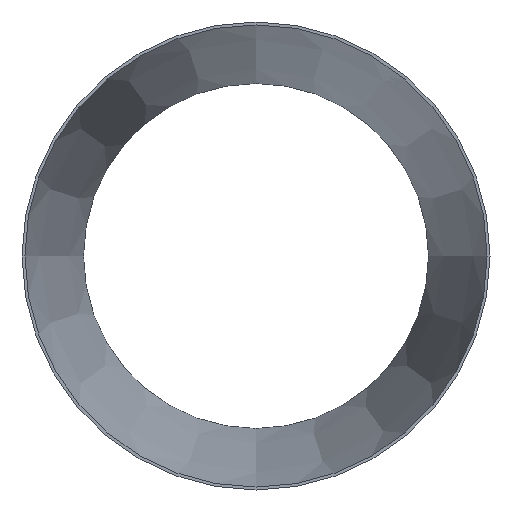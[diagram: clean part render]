
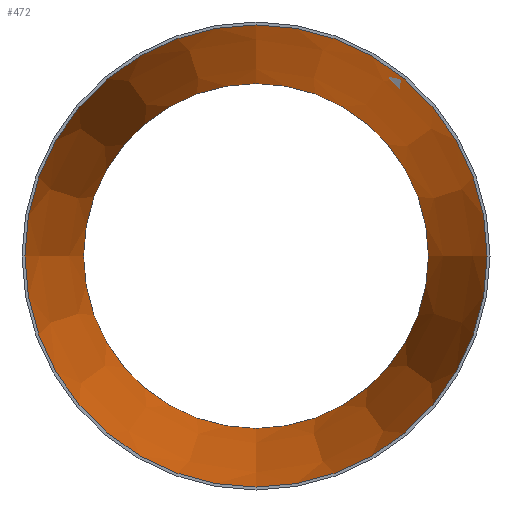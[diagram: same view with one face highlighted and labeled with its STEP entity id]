
A CAD part, front view. The second image highlights one B-rep face of the part: STEP entity #472.
In plain terms, the highlighted conical face has half-angle 9.465 degrees and reference radius 401.331 mm.
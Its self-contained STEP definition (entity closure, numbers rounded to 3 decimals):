
#472 = ADVANCED_FACE ( 'NONE', ( #29798, #47235 ), #2803, .F. ) ;
#1451 = EDGE_CURVE ( 'NONE', #17603, #17603, #9241, .T. ) ;
#2803 = CONICAL_SURFACE ( 'NONE', #34804, 401.331, 0.165 ) ;
#3870 = ORIENTED_EDGE ( 'NONE', *, *, #1451, .F. ) ;
#4858 = DIRECTION ( 'NONE',  ( 0., -1., 0. ) ) ;
#9241 = CIRCLE ( 'NONE', #47623, 299.631 ) ;
#11370 = CARTESIAN_POINT ( 'NONE',  ( 0., 0., 0. ) ) ;
#13830 = ORIENTED_EDGE ( 'NONE', *, *, #48686, .T. ) ;
#14101 = EDGE_LOOP ( 'NONE', ( #3870 ) ) ;
#17270 = CIRCLE ( 'NONE', #43778, 401.331 ) ;
#17603 = VERTEX_POINT ( 'NONE', #55958 ) ;
#21882 = VERTEX_POINT ( 'NONE', #52525 ) ;
#24107 = DIRECTION ( 'NONE',  ( 0., -1., 0. ) ) ;
#29126 = DIRECTION ( 'NONE',  ( 0., 0., -1. ) ) ;
#29798 = FACE_BOUND ( 'NONE', #14101, .T. ) ;
#31775 = DIRECTION ( 'NONE',  ( 0., 0., -1. ) ) ;
#32985 = EDGE_LOOP ( 'NONE', ( #13830 ) ) ;
#33243 = DIRECTION ( 'NONE',  ( 0., 0., -1. ) ) ;
#34804 = AXIS2_PLACEMENT_3D ( 'NONE', #53271, #4858, #31775 ) ;
#43778 = AXIS2_PLACEMENT_3D ( 'NONE', #11370, #55169, #29126 ) ;
#45844 = CARTESIAN_POINT ( 'NONE',  ( 0., 610., 0. ) ) ;
#47235 = FACE_OUTER_BOUND ( 'NONE', #32985, .T. ) ;
#47623 = AXIS2_PLACEMENT_3D ( 'NONE', #45844, #24107, #33243 ) ;
#48686 = EDGE_CURVE ( 'NONE', #21882, #21882, #17270, .T. ) ;
#52525 = CARTESIAN_POINT ( 'NONE',  ( 0., 0., -401.331 ) ) ;
#53271 = CARTESIAN_POINT ( 'NONE',  ( 0., 0., 0. ) ) ;
#55169 = DIRECTION ( 'NONE',  ( 0., -1., 0. ) ) ;
#55958 = CARTESIAN_POINT ( 'NONE',  ( 0., 610., -299.631 ) ) ;
